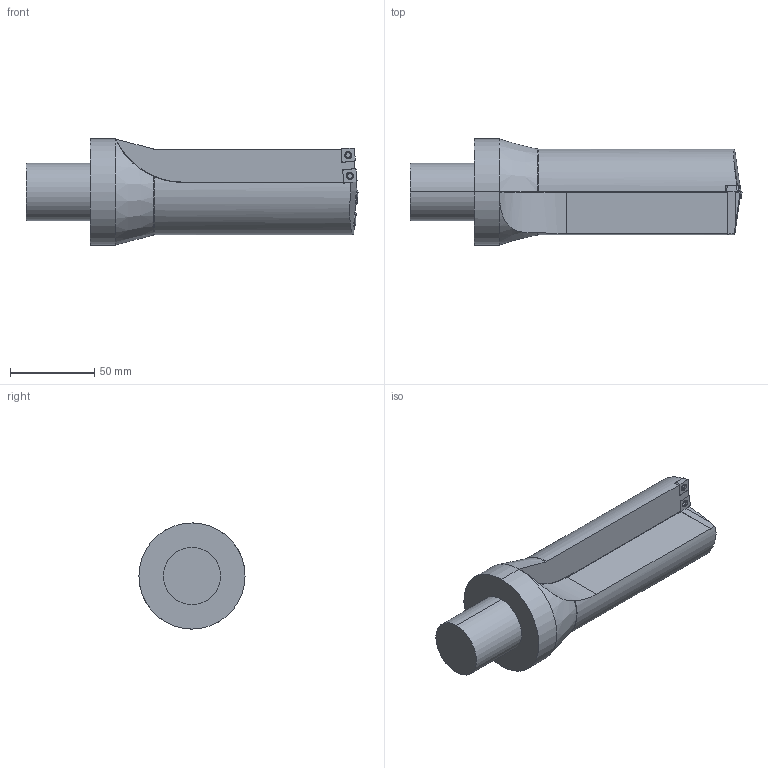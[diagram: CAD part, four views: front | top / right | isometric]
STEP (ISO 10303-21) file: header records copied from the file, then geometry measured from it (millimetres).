
FILE_DESCRIPTION((''),'2;1');
FILE_NAME('1087952096_ASM','2021-02-03T14:40:15',('thiemer'),(''),'CREO PARAMETRIC BY PTC INC, 2020053','CREO PARAMETRIC BY PTC INC, 2020053','');
FILE_SCHEMA(('AP242_MANAGED_MODEL_BASED_3D_ENGINEERING_MIM_LF { 1 0 10303 442 1 1 4 }'));
Length unit declared in the file: millimetre
Products named in the file (3): 1087952096NC; 1087952096C; 1087952096_ASM
Assembly tree (5 placements, depth 2):
  1087952096_ASM
    1087952096NC
    1087952096C  x4
Bounding box: 197 x 63 x 63 mm (x, y, z)
Volume: 283181.6 mm3; surface area: 38614.2 mm2
Topology: 5 solids, 5 shells, 125 faces, 449 edges, 336 vertices
Faces by surface type: plane 54, cylinder 47, torus 14, cone 10
Entity records: 4715 total; most frequent: CARTESIAN_POINT 726, DIRECTION 520, ORIENTED_EDGE 356, PRESENTATION_STYLE_ASSIGNMENT 300, STYLED_ITEM 300, CURVE_STYLE 297, VECTOR 188, LINE 188
